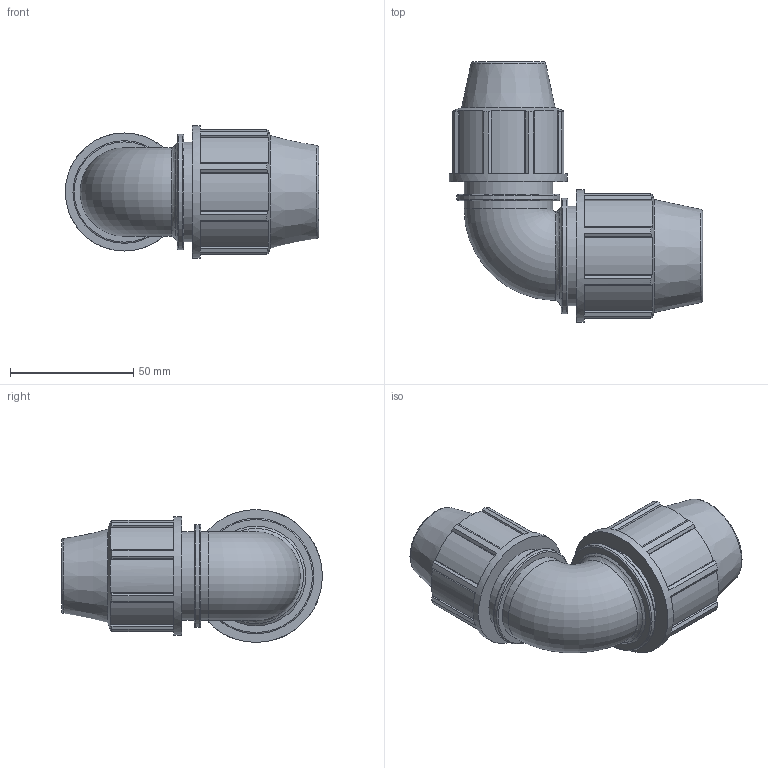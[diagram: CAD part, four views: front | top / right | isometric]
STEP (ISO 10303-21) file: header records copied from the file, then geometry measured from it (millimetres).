
FILE_DESCRIPTION(/* description */ ('PLASSON REDUCING ELBOW 25-20'),/* implementation_level */ '2;1');
FILE_NAME(/* name */ '075100025020__0751060250200A.ipt.stp',/* time_stamp */ '2017-06-06T13:31:59+03:00',/* author */ ('KIM'),/* organization */ (''),/* preprocessor_version */ 'ST-DEVELOPER v15.6',/* originating_system */ 'Autodesk Inventor 2015',/* authorisation */ '');
FILE_SCHEMA (('AUTOMOTIVE_DESIGN { 1 0 10303 214 3 1 1 }'));
Length unit declared in the file: millimetre
Products named in the file (1): 075100025020__0751060250200A
Bounding box: 103 x 106 x 54 mm (x, y, z)
Volume: 154405.4 mm3; surface area: 37012.7 mm2
Topology: 1 solids, 1 shells, 135 faces, 361 edges, 237 vertices
Faces by surface type: plane 91, cylinder 26, torus 9, cone 8, bspline 1
Full cylindrical faces by diameter (mm): 20 x2, 25 x1, 36 x2, 40.5 x1, 41.76 x1, 46.98 x1, 48 x1, 54 x1
Entity records: 4223 total; most frequent: CARTESIAN_POINT 846, DIRECTION 664, ORIENTED_EDGE 654, EDGE_CURVE 327, AXIS2_PLACEMENT_3D 236, VERTEX_POINT 230, LINE 192, VECTOR 192
